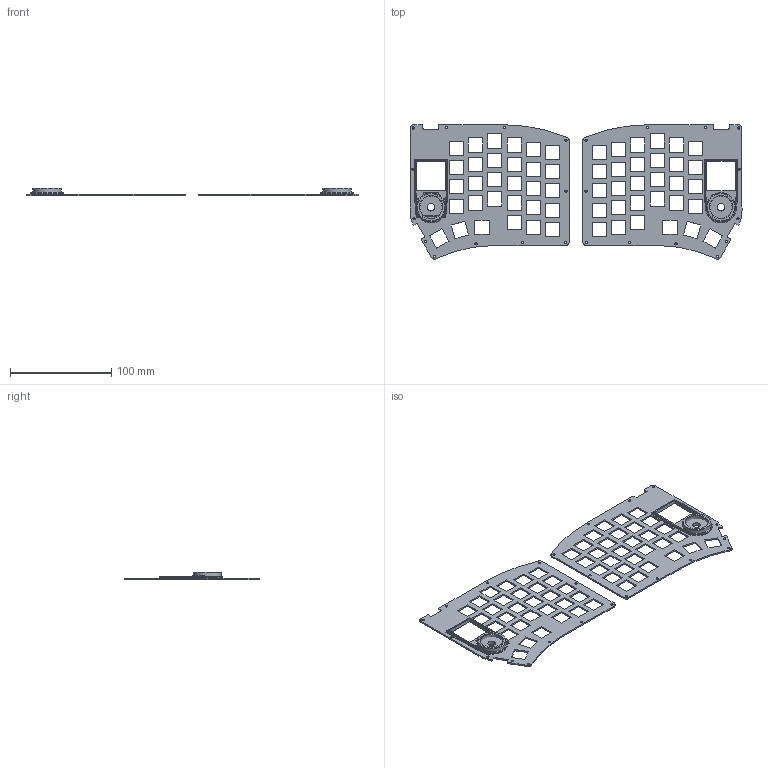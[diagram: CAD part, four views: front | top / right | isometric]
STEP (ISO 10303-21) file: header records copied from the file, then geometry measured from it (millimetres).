
FILE_DESCRIPTION(/* description */ (''),/* implementation_level */ '2;1');
FILE_NAME(/* name */ 'Case_Plate_TB_R.step',/* time_stamp */ '2022-05-14T07:13:51+01:00',/* author */ (''),/* organization */ (''),/* preprocessor_version */ 'ST-DEVELOPER v18.1',/* originating_system */ 'Autodesk Translation Framework v10.14.0.1471',/* authorisation */ '');
FILE_SCHEMA (('AUTOMOTIVE_DESIGN { 1 0 10303 214 3 1 1 }'));
Length unit declared in the file: millimetre
Products named in the file (1): Case_Plate
Bounding box: 327.49 x 132.65 x 7.5 mm (x, y, z)
Volume: 94487.5 mm3; surface area: 137275.7 mm2
Topology: 5 solids, 5 shells, 1017 faces, 2905 edges, 1895 vertices
Faces by surface type: plane 746, cylinder 226, torus 24, sphere 11, bspline 10
Full cylindrical faces by diameter (mm): 2.2 x60, 7.5 x2, 22 x2, 28 x2
Entity records: 34061 total; most frequent: CARTESIAN_POINT 6323, ORIENTED_EDGE 5790, DIRECTION 5366, EDGE_CURVE 2895, LINE 2406, VECTOR 2406, VERTEX_POINT 1895, AXIS2_PLACEMENT_3D 1480
